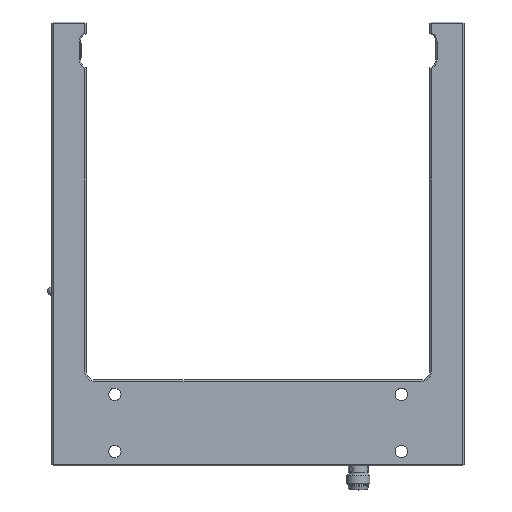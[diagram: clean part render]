
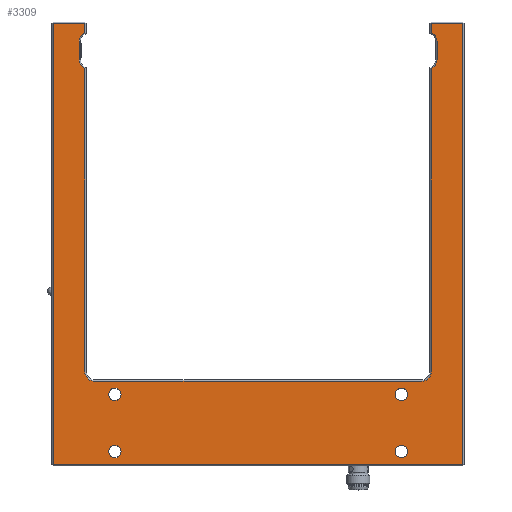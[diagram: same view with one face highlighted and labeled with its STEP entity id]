
A CAD part, top view. The second image highlights one B-rep face of the part: STEP entity #3309.
In plain terms, the highlighted planar face has unit normal (0, 0, 1).
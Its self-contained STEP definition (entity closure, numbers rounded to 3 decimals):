
#136=LINE('',#5302,#358);
#139=LINE('',#5307,#361);
#142=LINE('',#5320,#364);
#145=LINE('',#5332,#367);
#153=LINE('',#5348,#375);
#156=LINE('',#5362,#378);
#161=LINE('',#5371,#383);
#162=LINE('',#5375,#384);
#168=LINE('',#5388,#390);
#171=LINE('',#5393,#393);
#174=LINE('',#5397,#396);
#191=LINE('',#5433,#413);
#358=VECTOR('',#4187,6.343);
#361=VECTOR('',#4192,3.166);
#364=VECTOR('',#4203,105.666);
#367=VECTOR('',#4212,114.);
#375=VECTOR('',#4228,11.);
#378=VECTOR('',#4239,6.343);
#383=VECTOR('',#4246,154.);
#384=VECTOR('',#4249,3.166);
#390=VECTOR('',#4259,143.);
#393=VECTOR('',#4264,154.);
#396=VECTOR('',#4269,11.);
#413=VECTOR('',#4324,105.666);
#560=FACE_BOUND('',#1285,.T.);
#561=FACE_BOUND('',#1286,.T.);
#562=FACE_BOUND('',#1287,.T.);
#563=FACE_BOUND('',#1288,.T.);
#1030=FACE_OUTER_BOUND('',#1284,.T.);
#1284=EDGE_LOOP('',(#2728,#2729,#2730,#2731,#2732,#2733,#2734,#2735,#2736,
#2737,#2738,#2739,#2740,#2741,#2742,#2743,#2744,#2745));
#1285=EDGE_LOOP('',(#2746));
#1286=EDGE_LOOP('',(#2747));
#1287=EDGE_LOOP('',(#2748));
#1288=EDGE_LOOP('',(#2749));
#1449=CIRCLE('',#3469,2.15);
#1451=CIRCLE('',#3472,2.15);
#1453=CIRCLE('',#3475,2.15);
#1455=CIRCLE('',#3478,2.15);
#1489=CIRCLE('',#3561,3.5);
#1490=CIRCLE('',#3569,3.5);
#1491=CIRCLE('',#3572,3.5);
#1492=CIRCLE('',#3577,3.5);
#1493=CIRCLE('',#3598,3.5);
#1494=CIRCLE('',#3609,3.5);
#1601=VERTEX_POINT('',#4987);
#1603=VERTEX_POINT('',#4992);
#1605=VERTEX_POINT('',#4997);
#1607=VERTEX_POINT('',#5002);
#1705=VERTEX_POINT('',#5292);
#1706=VERTEX_POINT('',#5293);
#1707=VERTEX_POINT('',#5301);
#1708=VERTEX_POINT('',#5305);
#1709=VERTEX_POINT('',#5318);
#1710=VERTEX_POINT('',#5319);
#1711=VERTEX_POINT('',#5327);
#1712=VERTEX_POINT('',#5331);
#1713=VERTEX_POINT('',#5335);
#1716=VERTEX_POINT('',#5346);
#1717=VERTEX_POINT('',#5352);
#1718=VERTEX_POINT('',#5353);
#1719=VERTEX_POINT('',#5361);
#1722=VERTEX_POINT('',#5369);
#1723=VERTEX_POINT('',#5373);
#1724=VERTEX_POINT('',#5374);
#1725=VERTEX_POINT('',#5386);
#1726=VERTEX_POINT('',#5391);
#1882=EDGE_CURVE('',#1601,#1601,#1449,.T.);
#1884=EDGE_CURVE('',#1603,#1603,#1451,.T.);
#1886=EDGE_CURVE('',#1605,#1605,#1453,.T.);
#1888=EDGE_CURVE('',#1607,#1607,#1455,.T.);
#2022=EDGE_CURVE('',#1705,#1706,#1489,.T.);
#2025=EDGE_CURVE('',#1706,#1707,#136,.T.);
#2028=EDGE_CURVE('',#1708,#1705,#139,.T.);
#2032=EDGE_CURVE('',#1709,#1710,#142,.T.);
#2035=EDGE_CURVE('',#1710,#1711,#1490,.T.);
#2037=EDGE_CURVE('',#1711,#1712,#145,.T.);
#2039=EDGE_CURVE('',#1712,#1713,#1491,.T.);
#2046=EDGE_CURVE('',#1716,#1708,#153,.T.);
#2048=EDGE_CURVE('',#1717,#1718,#1492,.T.);
#2051=EDGE_CURVE('',#1718,#1719,#156,.T.);
#2056=EDGE_CURVE('',#1722,#1716,#161,.T.);
#2057=EDGE_CURVE('',#1723,#1724,#162,.T.);
#2064=EDGE_CURVE('',#1725,#1722,#168,.T.);
#2067=EDGE_CURVE('',#1726,#1725,#171,.T.);
#2070=EDGE_CURVE('',#1724,#1726,#174,.T.);
#2084=EDGE_CURVE('',#1719,#1723,#1493,.T.);
#2088=EDGE_CURVE('',#1713,#1717,#191,.T.);
#2093=EDGE_CURVE('',#1707,#1709,#1494,.T.);
#2728=ORIENTED_EDGE('',*,*,#2070,.F.);
#2729=ORIENTED_EDGE('',*,*,#2057,.F.);
#2730=ORIENTED_EDGE('',*,*,#2084,.F.);
#2731=ORIENTED_EDGE('',*,*,#2051,.F.);
#2732=ORIENTED_EDGE('',*,*,#2048,.F.);
#2733=ORIENTED_EDGE('',*,*,#2088,.F.);
#2734=ORIENTED_EDGE('',*,*,#2039,.F.);
#2735=ORIENTED_EDGE('',*,*,#2037,.F.);
#2736=ORIENTED_EDGE('',*,*,#2035,.F.);
#2737=ORIENTED_EDGE('',*,*,#2032,.F.);
#2738=ORIENTED_EDGE('',*,*,#2093,.F.);
#2739=ORIENTED_EDGE('',*,*,#2025,.F.);
#2740=ORIENTED_EDGE('',*,*,#2022,.F.);
#2741=ORIENTED_EDGE('',*,*,#2028,.F.);
#2742=ORIENTED_EDGE('',*,*,#2046,.F.);
#2743=ORIENTED_EDGE('',*,*,#2056,.F.);
#2744=ORIENTED_EDGE('',*,*,#2064,.F.);
#2745=ORIENTED_EDGE('',*,*,#2067,.F.);
#2746=ORIENTED_EDGE('',*,*,#1882,.T.);
#2747=ORIENTED_EDGE('',*,*,#1884,.T.);
#2748=ORIENTED_EDGE('',*,*,#1886,.T.);
#2749=ORIENTED_EDGE('',*,*,#1888,.T.);
#3139=PLANE('',#3612);
#3309=ADVANCED_FACE('',(#1030,#560,#561,#562,#563),#3139,.T.);
#3469=AXIS2_PLACEMENT_3D('',#4988,#3901,#3902);
#3472=AXIS2_PLACEMENT_3D('',#4993,#3907,#3908);
#3475=AXIS2_PLACEMENT_3D('',#4998,#3913,#3914);
#3478=AXIS2_PLACEMENT_3D('',#5003,#3919,#3920);
#3561=AXIS2_PLACEMENT_3D('',#5294,#4182,#4183);
#3569=AXIS2_PLACEMENT_3D('',#5328,#4207,#4208);
#3572=AXIS2_PLACEMENT_3D('',#5336,#4216,#4217);
#3577=AXIS2_PLACEMENT_3D('',#5354,#4234,#4235);
#3598=AXIS2_PLACEMENT_3D('',#5424,#4309,#4310);
#3609=AXIS2_PLACEMENT_3D('',#5443,#4339,#4340);
#3612=AXIS2_PLACEMENT_3D('',#5446,#4345,#4346);
#3901=DIRECTION('center_axis',(0.,0.,-1.));
#3902=DIRECTION('ref_axis',(1.,0.,0.));
#3907=DIRECTION('center_axis',(0.,0.,-1.));
#3908=DIRECTION('ref_axis',(1.,0.,0.));
#3913=DIRECTION('center_axis',(0.,0.,-1.));
#3914=DIRECTION('ref_axis',(1.,0.,0.));
#3919=DIRECTION('center_axis',(0.,0.,-1.));
#3920=DIRECTION('ref_axis',(1.,0.,0.));
#4182=DIRECTION('center_axis',(0.,0.,1.));
#4183=DIRECTION('ref_axis',(-0.333,0.943,0.));
#4187=DIRECTION('',(0.,-1.,0.));
#4192=DIRECTION('',(0.,-1.,0.));
#4203=DIRECTION('',(0.,-1.,0.));
#4207=DIRECTION('center_axis',(0.,0.,1.));
#4208=DIRECTION('ref_axis',(-0.707,-0.707,0.));
#4212=DIRECTION('',(1.,0.,0.));
#4216=DIRECTION('center_axis',(0.,0.,1.));
#4217=DIRECTION('ref_axis',(0.707,-0.707,0.));
#4228=DIRECTION('',(1.,0.,0.));
#4234=DIRECTION('center_axis',(0.,0.,1.));
#4235=DIRECTION('ref_axis',(0.333,-0.943,0.));
#4239=DIRECTION('',(0.,1.,0.));
#4246=DIRECTION('',(0.,1.,0.));
#4249=DIRECTION('',(0.,1.,0.));
#4259=DIRECTION('',(-1.,0.,0.));
#4264=DIRECTION('',(0.,-1.,0.));
#4269=DIRECTION('',(1.,0.,0.));
#4309=DIRECTION('center_axis',(0.,0.,1.));
#4310=DIRECTION('ref_axis',(0.333,0.943,0.));
#4324=DIRECTION('',(0.,1.,0.));
#4339=DIRECTION('center_axis',(0.,0.,1.));
#4340=DIRECTION('ref_axis',(-0.333,-0.943,0.));
#4345=DIRECTION('center_axis',(0.,0.,1.));
#4346=DIRECTION('ref_axis',(1.,0.,0.));
#4987=CARTESIAN_POINT('',(124.15,25.,12.));
#4988=CARTESIAN_POINT('Origin',(122.,25.,12.));
#4992=CARTESIAN_POINT('',(24.15,5.,12.));
#4993=CARTESIAN_POINT('Origin',(22.,5.,12.));
#4997=CARTESIAN_POINT('',(24.15,25.,12.));
#4998=CARTESIAN_POINT('Origin',(22.,25.,12.));
#5002=CARTESIAN_POINT('',(124.15,5.,12.));
#5003=CARTESIAN_POINT('Origin',(122.,5.,12.));
#5292=CARTESIAN_POINT('',(11.5,151.334,12.));
#5293=CARTESIAN_POINT('',(9.5,148.172,12.));
#5294=CARTESIAN_POINT('Origin',(13.,148.172,12.));
#5301=CARTESIAN_POINT('',(9.5,141.828,12.));
#5302=CARTESIAN_POINT('',(9.5,114.25,12.));
#5305=CARTESIAN_POINT('',(11.5,154.5,12.));
#5307=CARTESIAN_POINT('',(11.5,116.25,12.));
#5318=CARTESIAN_POINT('',(11.5,138.666,12.));
#5319=CARTESIAN_POINT('',(11.5,33.,12.));
#5320=CARTESIAN_POINT('',(11.5,116.25,12.));
#5327=CARTESIAN_POINT('',(15.,29.5,12.));
#5328=CARTESIAN_POINT('Origin',(15.,33.,12.));
#5331=CARTESIAN_POINT('',(129.,29.5,12.));
#5332=CARTESIAN_POINT('',(42.,29.5,12.));
#5335=CARTESIAN_POINT('',(132.5,33.,12.));
#5336=CARTESIAN_POINT('Origin',(129.,33.,12.));
#5346=CARTESIAN_POINT('',(0.5,154.5,12.));
#5348=CARTESIAN_POINT('',(36.,154.5,12.));
#5352=CARTESIAN_POINT('',(132.5,138.666,12.));
#5353=CARTESIAN_POINT('',(134.5,141.828,12.));
#5354=CARTESIAN_POINT('Origin',(131.,141.828,12.));
#5361=CARTESIAN_POINT('',(134.5,148.172,12.));
#5362=CARTESIAN_POINT('',(134.5,108.25,12.));
#5369=CARTESIAN_POINT('',(0.5,0.5,12.));
#5371=CARTESIAN_POINT('',(0.5,38.75,12.));
#5373=CARTESIAN_POINT('',(132.5,151.334,12.));
#5374=CARTESIAN_POINT('',(132.5,154.5,12.));
#5375=CARTESIAN_POINT('',(132.5,53.75,12.));
#5386=CARTESIAN_POINT('',(143.5,0.5,12.));
#5388=CARTESIAN_POINT('',(108.,0.5,12.));
#5391=CARTESIAN_POINT('',(143.5,154.5,12.));
#5393=CARTESIAN_POINT('',(143.5,116.25,12.));
#5397=CARTESIAN_POINT('',(36.,154.5,12.));
#5424=CARTESIAN_POINT('Origin',(131.,148.172,12.));
#5433=CARTESIAN_POINT('',(132.5,53.75,12.));
#5443=CARTESIAN_POINT('Origin',(13.,141.828,12.));
#5446=CARTESIAN_POINT('Origin',(72.,77.5,12.));
